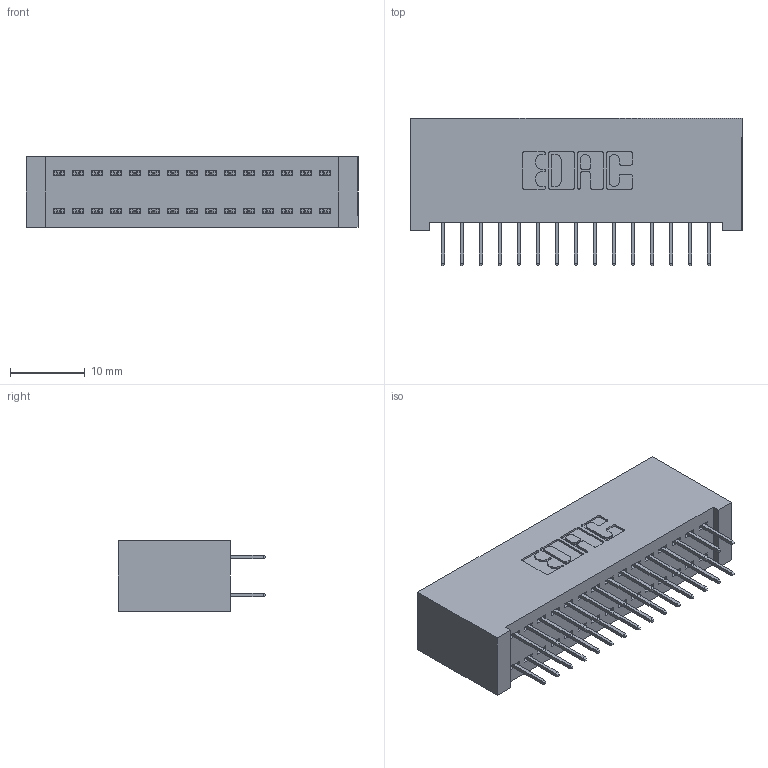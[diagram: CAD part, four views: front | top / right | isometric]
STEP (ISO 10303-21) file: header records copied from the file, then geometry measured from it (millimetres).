
FILE_DESCRIPTION (( 'STEP AP203' ), '1' );
FILE_NAME ('392-030-524-201.STEP', '2019-10-07T13:21:38', ( '' ), ( '' ), 'SwSTEP 2.0', 'SolidWorks 2016', '' );
FILE_SCHEMA (( 'CONFIG_CONTROL_DESIGN' ));
Length unit declared in the file: inch
Products named in the file (3): 392-030-524-201; 342 Part_Lugless; 345-292-001_345-293-124
Assembly tree (31 placements, depth 2):
  392-030-524-201
    342 Part_Lugless
    345-292-001_345-293-124  x30
Bounding box: 44.35 x 19.69 x 9.4 mm (x, y, z)
Volume: 4251 mm3; surface area: 6582.4 mm2
Topology: 31 solids, 31 shells, 1782 faces, 5045 edges, 3242 vertices
Faces by surface type: plane 1322, cylinder 460
Entity records: 12807 total; most frequent: CARTESIAN_POINT 2150, ORIENTED_EDGE 2086, DIRECTION 1879, EDGE_CURVE 1043, VECTOR 927, LINE 927, VERTEX_POINT 690, AXIS2_PLACEMENT_3D 476
